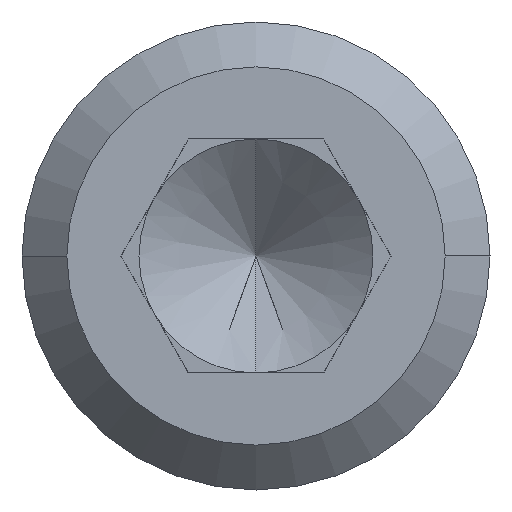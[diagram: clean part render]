
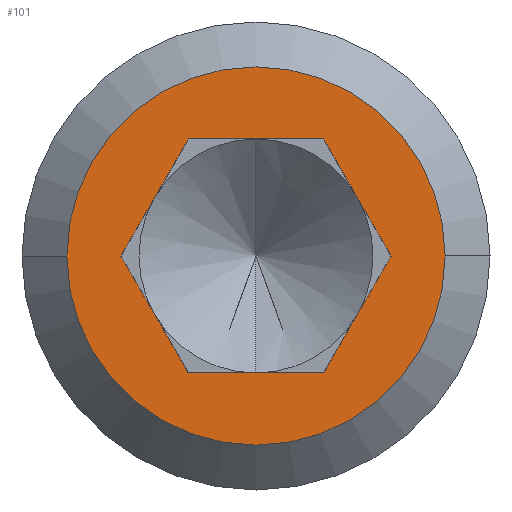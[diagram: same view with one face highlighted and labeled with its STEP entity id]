
A CAD part, left-side view. The second image highlights one B-rep face of the part: STEP entity #101.
In plain terms, the highlighted planar face has unit normal (-1, 0, 0).
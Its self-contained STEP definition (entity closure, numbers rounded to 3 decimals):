
#101 = ADVANCED_FACE( '', ( #158, #159 ), #160, .T. );
#158 = FACE_BOUND( '', #218, .T. );
#159 = FACE_OUTER_BOUND( '', #219, .T. );
#160 = PLANE( '', #220 );
#218 = EDGE_LOOP( '', ( #413, #414, #415, #416, #417, #418 ) );
#219 = EDGE_LOOP( '', ( #419, #420 ) );
#220 = AXIS2_PLACEMENT_3D( '', #421, #422, #423 );
#413 = ORIENTED_EDGE( '', *, *, #488, .T. );
#414 = ORIENTED_EDGE( '', *, *, #490, .T. );
#415 = ORIENTED_EDGE( '', *, *, #492, .T. );
#416 = ORIENTED_EDGE( '', *, *, #481, .T. );
#417 = ORIENTED_EDGE( '', *, *, #484, .T. );
#418 = ORIENTED_EDGE( '', *, *, #486, .T. );
#419 = ORIENTED_EDGE( '', *, *, #447, .T. );
#420 = ORIENTED_EDGE( '', *, *, #499, .T. );
#421 = CARTESIAN_POINT( '', ( 0., 1.617, 0. ) );
#422 = DIRECTION( '', ( -1., 0., 0. ) );
#423 = DIRECTION( '', ( 0., 1., 0. ) );
#447 = EDGE_CURVE( '', #514, #518, #520, .T. );
#481 = EDGE_CURVE( '', #576, #577, #578, .T. );
#484 = EDGE_CURVE( '', #577, #581, #582, .T. );
#486 = EDGE_CURVE( '', #581, #584, #585, .T. );
#488 = EDGE_CURVE( '', #584, #587, #588, .T. );
#490 = EDGE_CURVE( '', #587, #590, #591, .T. );
#492 = EDGE_CURVE( '', #590, #576, #593, .T. );
#499 = EDGE_CURVE( '', #518, #514, #600, .T. );
#514 = VERTEX_POINT( '', #615 );
#518 = VERTEX_POINT( '', #620 );
#520 = CIRCLE( '', #623, 3.233 );
#576 = VERTEX_POINT( '', #701 );
#577 = VERTEX_POINT( '', #702 );
#578 = LINE( '', #703, #704 );
#581 = VERTEX_POINT( '', #709 );
#582 = LINE( '', #710, #711 );
#584 = VERTEX_POINT( '', #714 );
#585 = LINE( '', #715, #716 );
#587 = VERTEX_POINT( '', #719 );
#588 = LINE( '', #720, #721 );
#590 = VERTEX_POINT( '', #724 );
#591 = LINE( '', #725, #726 );
#593 = LINE( '', #729, #730 );
#600 = CIRCLE( '', #737, 3.233 );
#615 = CARTESIAN_POINT( '', ( 0., 3.233, 0. ) );
#620 = CARTESIAN_POINT( '', ( 0., -3.233, 0. ) );
#623 = AXIS2_PLACEMENT_3D( '', #762, #763, #764 );
#701 = CARTESIAN_POINT( '', ( 0., 1.155, -2. ) );
#702 = CARTESIAN_POINT( '', ( 0., 2.309, 0. ) );
#703 = CARTESIAN_POINT( '', ( 0., 1.645, -1.15 ) );
#704 = VECTOR( '', #820, 1. );
#709 = CARTESIAN_POINT( '', ( 0., 1.155, 2. ) );
#710 = CARTESIAN_POINT( '', ( 0., 2.223, 0.15 ) );
#711 = VECTOR( '', #823, 1. );
#714 = CARTESIAN_POINT( '', ( 0., -1.155, 2. ) );
#715 = CARTESIAN_POINT( '', ( 0., 1.386, 2. ) );
#716 = VECTOR( '', #825, 1. );
#719 = CARTESIAN_POINT( '', ( 0., -2.309, 0. ) );
#720 = CARTESIAN_POINT( '', ( 0., -1.241, 1.85 ) );
#721 = VECTOR( '', #827, 1. );
#724 = CARTESIAN_POINT( '', ( 0., -1.155, -2. ) );
#725 = CARTESIAN_POINT( '', ( 0., -1.819, -0.85 ) );
#726 = VECTOR( '', #829, 1. );
#729 = CARTESIAN_POINT( '', ( 0., 0.231, -2. ) );
#730 = VECTOR( '', #831, 1. );
#737 = AXIS2_PLACEMENT_3D( '', #850, #851, #852 );
#762 = CARTESIAN_POINT( '', ( 0., 0., 0. ) );
#763 = DIRECTION( '', ( -1., 0., 0. ) );
#764 = DIRECTION( '', ( 0., 1., 0. ) );
#820 = DIRECTION( '', ( 0., 0.5, 0.866 ) );
#823 = DIRECTION( '', ( 0., -0.5, 0.866 ) );
#825 = DIRECTION( '', ( 0., -1., 0. ) );
#827 = DIRECTION( '', ( 0., -0.5, -0.866 ) );
#829 = DIRECTION( '', ( 0., 0.5, -0.866 ) );
#831 = DIRECTION( '', ( 0., 1., 0. ) );
#850 = CARTESIAN_POINT( '', ( 0., 0., 0. ) );
#851 = DIRECTION( '', ( -1., 0., 0. ) );
#852 = DIRECTION( '', ( 0., 1., 0. ) );
